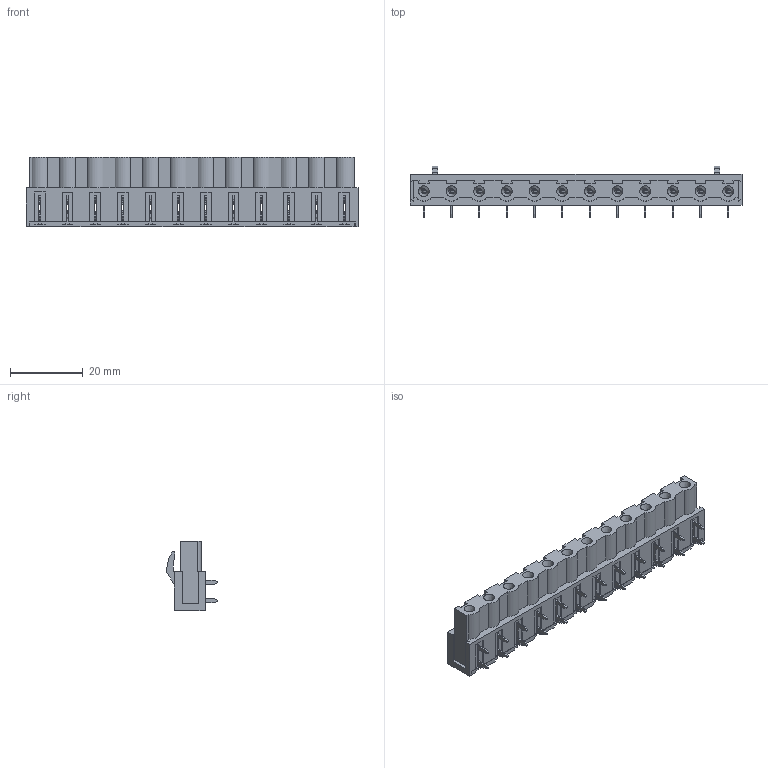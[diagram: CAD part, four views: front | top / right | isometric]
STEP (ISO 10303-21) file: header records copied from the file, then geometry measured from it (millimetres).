
FILE_DESCRIPTION( ( 'Unknown' ), '1' );
FILE_NAME( '691309410012.stp', 'Unknown', ( 'Unknown' ), ( 'Unknown' ), 'PSStep 18.0.17', 'Unknown', ' ' );
FILE_SCHEMA( ( 'AUTOMOTIVE_DESIGN { 1 0 10303 214 1 1 1 1 }' ) );
Length unit declared in the file: millimetre
Products named in the file (4): Assem1; 6913094100xx_PIN; 691309410012; 691309410012_CAPOT
Assembly tree (14 placements, depth 2):
  Assem1
    6913094100xx_PIN  x12
    691309410012
    691309410012_CAPOT
Bounding box: 91.42 x 14.25 x 19 mm (x, y, z)
Volume: 6762.4 mm3; surface area: 14841.1 mm2
Topology: 14 solids, 14 shells, 1756 faces, 4869 edges, 3129 vertices
Faces by surface type: plane 1264, cylinder 434, cone 34, sphere 24
Full cylindrical faces by diameter (mm): 0.9 x24
Entity records: 33640 total; most frequent: CARTESIAN_POINT 5003, ORIENTED_EDGE 4680, DIRECTION 4220, EDGE_CURVE 2340, LINE 2046, VECTOR 2046, VERTEX_POINT 1586, AXIS2_PLACEMENT_3D 1087
